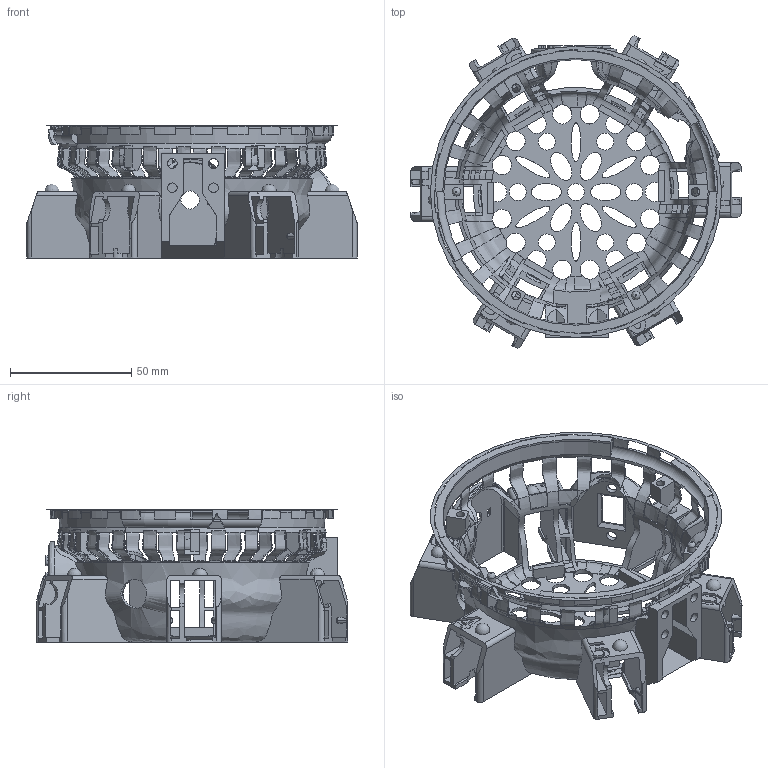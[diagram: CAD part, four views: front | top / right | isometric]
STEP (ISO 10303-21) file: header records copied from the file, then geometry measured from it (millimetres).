
FILE_DESCRIPTION( ( '' ), ' ' );
FILE_NAME( '59d96d3c7b7c470b88c8029a.step', '2017-10-08T00:11:42', ( '' ), ( '' ), ' ', ' ', ' ' );
FILE_SCHEMA( ( 'AUTOMOTIVE_DESIGN { 1 0 10303 214 1 1 1 1 }' ) );
Length unit declared in the file: metre
Products named in the file (1): Base
Bounding box: 136 x 128.56 x 54.4 mm (x, y, z)
Volume: 0.1 mm3; surface area: 71376.3 mm2
Topology: 1 solids, 2 shells, 1418 faces, 4493 edges, 2983 vertices
Faces by surface type: plane 798, extrusion 237, cylinder 162, offset 87, revolution 70, cone 50, sphere 6, bspline 5, torus 3
Full cylindrical faces by diameter (mm): 3.5 x5, 4 x4, 4.2 x2, 7 x7, 7.5 x1, 7.93 x6, 12 x1
Entity records: 74131 total; most frequent: CARTESIAN_POINT 24406, ORIENTED_EDGE 8834, DIRECTION 6214, EDGE_CURVE 4417, VERTEX_POINT 2959, VECTOR 2286, LINE 2049, B_SPLINE_CURVE_WITH_KNOTS 1957
